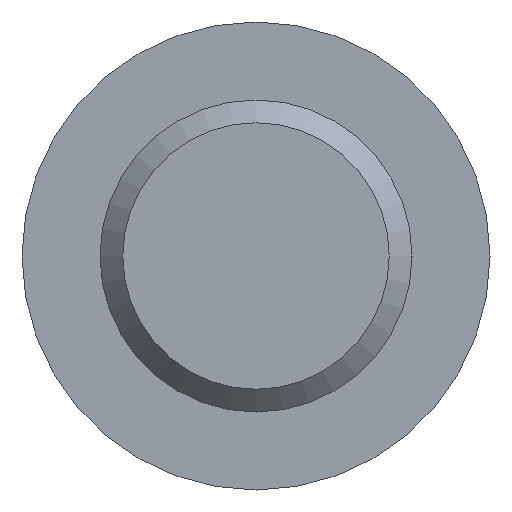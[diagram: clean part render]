
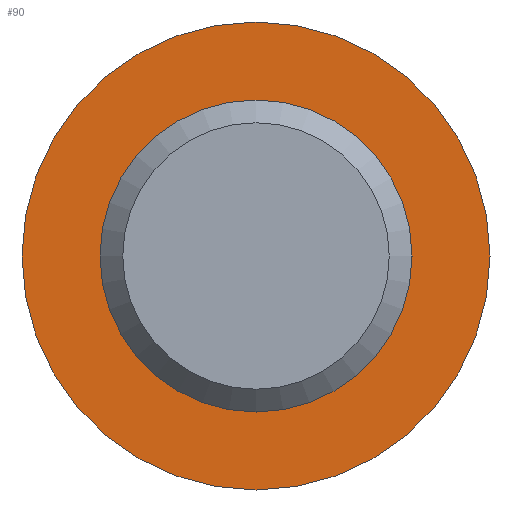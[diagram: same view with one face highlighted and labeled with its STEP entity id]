
A CAD part, front view. The second image highlights one B-rep face of the part: STEP entity #90.
In plain terms, the highlighted planar face has unit normal (0, -1, 0).
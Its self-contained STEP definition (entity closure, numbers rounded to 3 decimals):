
#13 = DIRECTION ( 'NONE',  ( 0., -1., 0. ) ) ;
#26 = CARTESIAN_POINT ( 'NONE',  ( 0., 30., -9. ) ) ;
#28 = CIRCLE ( 'NONE', #339, 9. ) ;
#57 = FACE_BOUND ( 'NONE', #205, .T. ) ;
#70 = CIRCLE ( 'NONE', #168, 6. ) ;
#90 = ADVANCED_FACE ( 'NONE', ( #57, #437 ), #359, .F. ) ;
#101 = AXIS2_PLACEMENT_3D ( 'NONE', #220, #236, #478 ) ;
#108 = VERTEX_POINT ( 'NONE', #26 ) ;
#139 = DIRECTION ( 'NONE',  ( 0., 0., -1. ) ) ;
#147 = CARTESIAN_POINT ( 'NONE',  ( 0., 30., -6. ) ) ;
#168 = AXIS2_PLACEMENT_3D ( 'NONE', #479, #13, #139 ) ;
#205 = EDGE_LOOP ( 'NONE', ( #329 ) ) ;
#220 = CARTESIAN_POINT ( 'NONE',  ( -6., 30., 0. ) ) ;
#221 = CARTESIAN_POINT ( 'NONE',  ( 0., 30., 0. ) ) ;
#236 = DIRECTION ( 'NONE',  ( 0., 1., 0. ) ) ;
#279 = ORIENTED_EDGE ( 'NONE', *, *, #386, .T. ) ;
#329 = ORIENTED_EDGE ( 'NONE', *, *, #430, .F. ) ;
#339 = AXIS2_PLACEMENT_3D ( 'NONE', #221, #485, #446 ) ;
#359 = PLANE ( 'NONE',  #101 ) ;
#386 = EDGE_CURVE ( 'NONE', #108, #108, #28, .T. ) ;
#430 = EDGE_CURVE ( 'NONE', #542, #542, #70, .T. ) ;
#437 = FACE_OUTER_BOUND ( 'NONE', #502, .T. ) ;
#446 = DIRECTION ( 'NONE',  ( 0., 0., -1. ) ) ;
#478 = DIRECTION ( 'NONE',  ( 0., 0., 1. ) ) ;
#479 = CARTESIAN_POINT ( 'NONE',  ( 0., 30., 0. ) ) ;
#485 = DIRECTION ( 'NONE',  ( 0., -1., 0. ) ) ;
#502 = EDGE_LOOP ( 'NONE', ( #279 ) ) ;
#542 = VERTEX_POINT ( 'NONE', #147 ) ;
